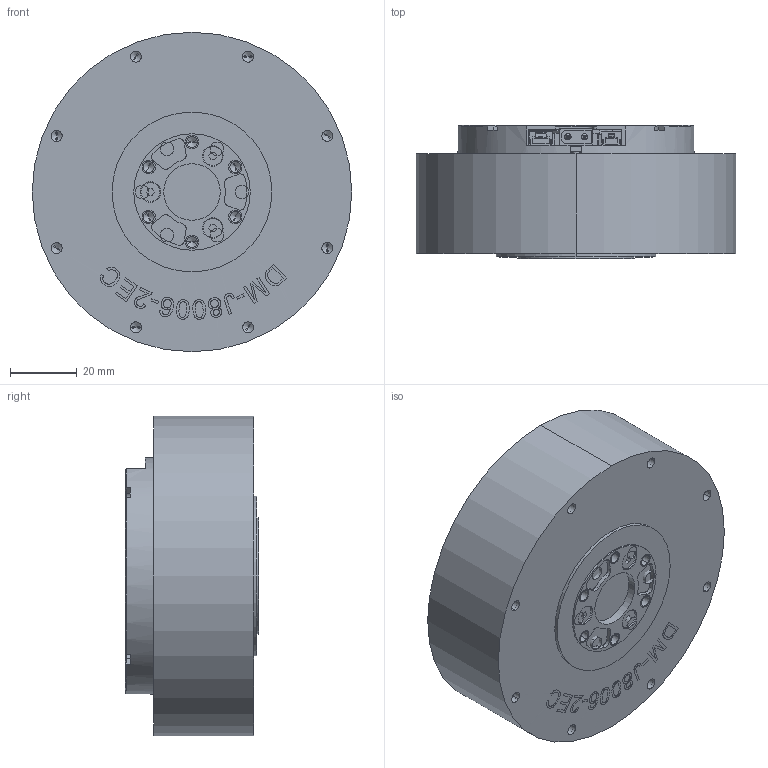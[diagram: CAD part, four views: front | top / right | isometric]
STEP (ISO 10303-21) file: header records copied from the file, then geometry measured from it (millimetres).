
FILE_DESCRIPTION((''),'2;1');
FILE_NAME('DM-J8006_V1_1-3D_20001','2024-11-20T18:43:20',('005'),(''),'CREO PARAMETRIC BY PTC INC, 2020053','CREO PARAMETRIC BY PTC INC, 2020053','');
FILE_SCHEMA(('CONFIG_CONTROL_DESIGN'));
Length unit declared in the file: millimetre
Products named in the file (1): DM-J8006_V1_1-3D_20001
Bounding box: 96 x 40 x 96 mm (x, y, z)
Volume: 210946 mm3; surface area: 49424.7 mm2
Topology: 1 solids, 48 shells, 1017 faces, 2948 edges, 2031 vertices
Faces by surface type: plane 591, cylinder 279, cone 74, extrusion 61, bspline 8, torus 4
Entity records: 36736 total; most frequent: CARTESIAN_POINT 9791, ORIENTED_EDGE 5620, DIRECTION 5286, EDGE_CURVE 2898, VERTEX_POINT 2031, VECTOR 1854, LINE 1793, AXIS2_PLACEMENT_3D 1716
